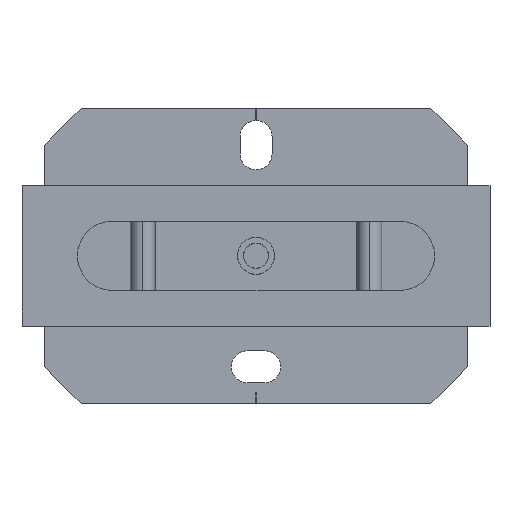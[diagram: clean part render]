
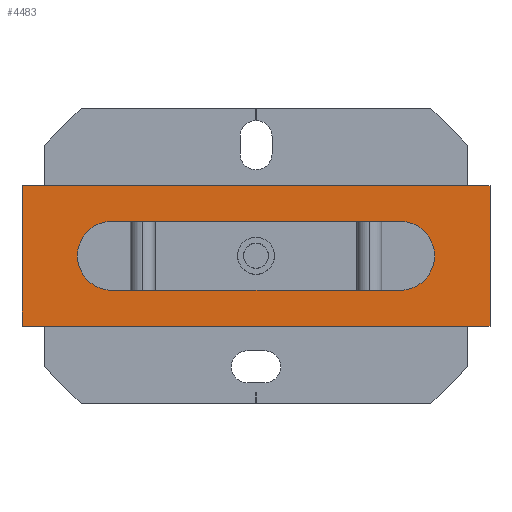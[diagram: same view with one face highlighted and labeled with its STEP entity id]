
A CAD part, top view. The second image highlights one B-rep face of the part: STEP entity #4483.
In plain terms, the highlighted planar face has unit normal (0, 0, 1).
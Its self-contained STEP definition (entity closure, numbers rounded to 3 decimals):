
#146 = CARTESIAN_POINT ( 'NONE',  ( 58.5, 0., 39.5 ) ) ;
#213 = DIRECTION ( 'NONE',  ( 0., -1., 0. ) ) ;
#235 = DIRECTION ( 'NONE',  ( 0., 0., -1. ) ) ;
#272 = VERTEX_POINT ( 'NONE', #3243 ) ;
#370 = VERTEX_POINT ( 'NONE', #9234 ) ;
#436 = EDGE_CURVE ( 'NONE', #272, #370, #603, .T. ) ;
#534 = CARTESIAN_POINT ( 'NONE',  ( -95., -28.5, 39.5 ) ) ;
#603 = LINE ( 'NONE', #2844, #4481 ) ;
#633 = DIRECTION ( 'NONE',  ( 1., 0., 0. ) ) ;
#951 = FACE_OUTER_BOUND ( 'NONE', #7840, .T. ) ;
#995 = ORIENTED_EDGE ( 'NONE', *, *, #436, .T. ) ;
#1297 = LINE ( 'NONE', #8595, #5522 ) ;
#1583 = DIRECTION ( 'NONE',  ( 1., 0., 0. ) ) ;
#1766 = ORIENTED_EDGE ( 'NONE', *, *, #8265, .T. ) ;
#1824 = VECTOR ( 'NONE', #9578, 1000. ) ;
#2118 = LINE ( 'NONE', #2163, #8183 ) ;
#2163 = CARTESIAN_POINT ( 'NONE',  ( 58.5, -14., 39.5 ) ) ;
#2395 = CARTESIAN_POINT ( 'NONE',  ( 58.5, -14., 39.5 ) ) ;
#2571 = DIRECTION ( 'NONE',  ( 0., 0., -1. ) ) ;
#2844 = CARTESIAN_POINT ( 'NONE',  ( 95., -28.5, 39.5 ) ) ;
#2851 = VERTEX_POINT ( 'NONE', #4199 ) ;
#3005 = AXIS2_PLACEMENT_3D ( 'NONE', #7753, #2571, #213 ) ;
#3020 = ORIENTED_EDGE ( 'NONE', *, *, #6109, .F. ) ;
#3113 = DIRECTION ( 'NONE',  ( 0., 0., -1. ) ) ;
#3243 = CARTESIAN_POINT ( 'NONE',  ( 95., -28.5, 39.5 ) ) ;
#3261 = AXIS2_PLACEMENT_3D ( 'NONE', #146, #3113, #3897 ) ;
#3628 = LINE ( 'NONE', #9623, #1824 ) ;
#3699 = EDGE_CURVE ( 'NONE', #2851, #6899, #7496, .T. ) ;
#3764 = EDGE_CURVE ( 'NONE', #6899, #5418, #5752, .T. ) ;
#3897 = DIRECTION ( 'NONE',  ( 0., 1., 0. ) ) ;
#3987 = DIRECTION ( 'NONE',  ( 0., 1., 0. ) ) ;
#4053 = EDGE_LOOP ( 'NONE', ( #9022, #7028, #5585, #8577 ) ) ;
#4148 = CARTESIAN_POINT ( 'NONE',  ( 58.5, 14., 39.5 ) ) ;
#4199 = CARTESIAN_POINT ( 'NONE',  ( -58.5, 14., 39.5 ) ) ;
#4481 = VECTOR ( 'NONE', #8827, 1000. ) ;
#4483 = ADVANCED_FACE ( 'NONE', ( #6221, #951 ), #9126, .F. ) ;
#4651 = VECTOR ( 'NONE', #1583, 1000. ) ;
#4856 = CARTESIAN_POINT ( 'NONE',  ( -58.5, -14., 39.5 ) ) ;
#4914 = CARTESIAN_POINT ( 'NONE',  ( -58.5, 0., 39.5 ) ) ;
#5188 = EDGE_CURVE ( 'NONE', #5418, #6122, #2118, .T. ) ;
#5418 = VERTEX_POINT ( 'NONE', #2395 ) ;
#5522 = VECTOR ( 'NONE', #7815, 1000. ) ;
#5585 = ORIENTED_EDGE ( 'NONE', *, *, #3764, .T. ) ;
#5701 = AXIS2_PLACEMENT_3D ( 'NONE', #4914, #235, #3987 ) ;
#5752 = CIRCLE ( 'NONE', #3261, 14. ) ;
#5914 = VECTOR ( 'NONE', #633, 1000. ) ;
#6109 = EDGE_CURVE ( 'NONE', #9159, #9684, #1297, .T. ) ;
#6122 = VERTEX_POINT ( 'NONE', #4856 ) ;
#6221 = FACE_BOUND ( 'NONE', #4053, .T. ) ;
#6386 = ORIENTED_EDGE ( 'NONE', *, *, #7495, .T. ) ;
#6752 = CARTESIAN_POINT ( 'NONE',  ( -58.5, 14., 39.5 ) ) ;
#6899 = VERTEX_POINT ( 'NONE', #4148 ) ;
#7028 = ORIENTED_EDGE ( 'NONE', *, *, #3699, .T. ) ;
#7218 = CARTESIAN_POINT ( 'NONE',  ( -95., -28.5, 39.5 ) ) ;
#7242 = EDGE_CURVE ( 'NONE', #6122, #2851, #8842, .T. ) ;
#7384 = DIRECTION ( 'NONE',  ( -1., 0., 0. ) ) ;
#7495 = EDGE_CURVE ( 'NONE', #370, #9684, #3628, .T. ) ;
#7496 = LINE ( 'NONE', #6752, #4651 ) ;
#7753 = CARTESIAN_POINT ( 'NONE',  ( -95., -28.5, 39.5 ) ) ;
#7815 = DIRECTION ( 'NONE',  ( 0., 1., 0. ) ) ;
#7840 = EDGE_LOOP ( 'NONE', ( #995, #6386, #3020, #1766 ) ) ;
#8183 = VECTOR ( 'NONE', #7384, 1000. ) ;
#8265 = EDGE_CURVE ( 'NONE', #9159, #272, #8712, .T. ) ;
#8577 = ORIENTED_EDGE ( 'NONE', *, *, #5188, .T. ) ;
#8595 = CARTESIAN_POINT ( 'NONE',  ( -95., -28.5, 39.5 ) ) ;
#8712 = LINE ( 'NONE', #534, #5914 ) ;
#8827 = DIRECTION ( 'NONE',  ( 0., 1., 0. ) ) ;
#8842 = CIRCLE ( 'NONE', #5701, 14. ) ;
#9022 = ORIENTED_EDGE ( 'NONE', *, *, #7242, .T. ) ;
#9126 = PLANE ( 'NONE',  #3005 ) ;
#9159 = VERTEX_POINT ( 'NONE', #7218 ) ;
#9165 = CARTESIAN_POINT ( 'NONE',  ( -95., 28.5, 39.5 ) ) ;
#9234 = CARTESIAN_POINT ( 'NONE',  ( 95., 28.5, 39.5 ) ) ;
#9578 = DIRECTION ( 'NONE',  ( -1., 0., 0. ) ) ;
#9623 = CARTESIAN_POINT ( 'NONE',  ( 95., 28.5, 39.5 ) ) ;
#9684 = VERTEX_POINT ( 'NONE', #9165 ) ;
